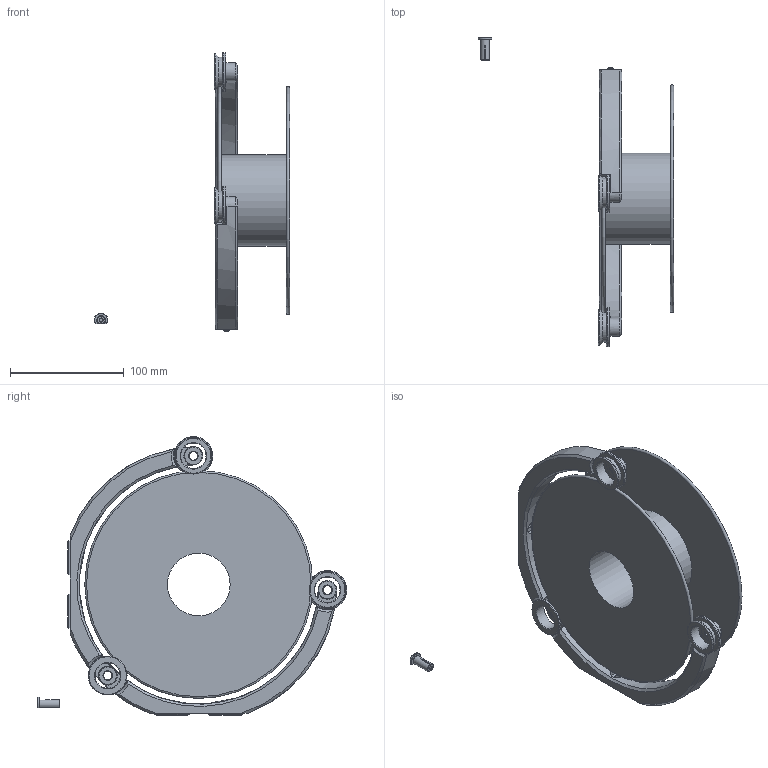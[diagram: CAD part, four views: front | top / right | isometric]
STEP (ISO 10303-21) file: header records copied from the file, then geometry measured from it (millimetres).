
FILE_DESCRIPTION(/* description */ (''),/* implementation_level */ '2;1');
FILE_NAME(/* name */ 'Trident-InternalSpool_v4.step',/* time_stamp */ '2022-04-29T11:36:12-07:00',/* author */ (''),/* organization */ (''),/* preprocessor_version */ 'ST-DEVELOPER v18.1',/* originating_system */ 'Autodesk Translation Framework v10.14.0.1471',/* authorisation */ '');
FILE_SCHEMA (('AUTOMOTIVE_DESIGN { 1 0 10303 214 3 1 1 }'));
Length unit declared in the file: millimetre
Products named in the file (5): Trident-InternalSpool; Trident_InternalSpool; Filament Spool; PlasticBolt(3x); 608BearingRing(3x)
Assembly tree (6 placements, depth 2):
  Trident-InternalSpool
    Trident_InternalSpool
    Filament Spool
    PlasticBolt(3x)
    608BearingRing(3x)  x3
Bounding box: 171.49 x 271.7 x 244.81 mm (x, y, z)
Volume: 469553.6 mm3; surface area: 182992.8 mm2
Topology: 6 solids, 6 shells, 178 faces, 418 edges, 263 vertices
Faces by surface type: plane 71, cone 51, cylinder 32, bspline 16, torus 8
Full cylindrical faces by diameter (mm): 5.2 x2, 7.5 x2, 7.8 x1, 12.2 x2, 16 x3, 22.2 x3, 26 x3, 34 x3, 55 x1, 80 x1
Entity records: 6719 total; most frequent: CARTESIAN_POINT 3101, ORIENTED_EDGE 744, DIRECTION 690, EDGE_CURVE 372, AXIS2_PLACEMENT_3D 272, VERTEX_POINT 235, EDGE_LOOP 177, FACE_OUTER_BOUND 154
